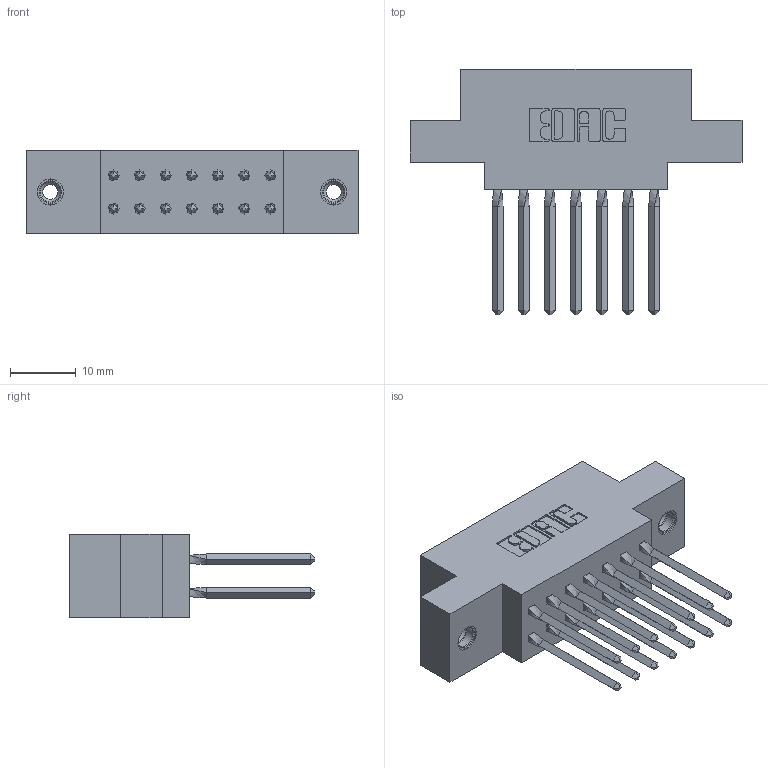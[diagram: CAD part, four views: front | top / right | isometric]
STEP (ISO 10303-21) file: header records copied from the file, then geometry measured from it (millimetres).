
FILE_DESCRIPTION (( 'STEP AP203' ), '1' );
FILE_NAME ('317-014-540-808.STEP', '2020-02-27T14:44:22', ( '' ), ( '' ), 'SwSTEP 2.0', 'SolidWorks 2016', '' );
FILE_SCHEMA (( 'CONFIG_CONTROL_DESIGN' ));
Length unit declared in the file: inch
Products named in the file (4): 317-290-001_540; 317-014-540-808; 345-250-001_345-250-003-102; 317 Part_.156 Dia - TI
Assembly tree (17 placements, depth 2):
  317-014-540-808
    317 Part_.156 Dia - TI
    317-290-001_540  x14
    345-250-001_345-250-003-102  x2
Bounding box: 50.44 x 37.34 x 12.7 mm (x, y, z)
Volume: 7276.2 mm3; surface area: 9548.3 mm2
Topology: 17 solids, 17 shells, 1408 faces, 3869 edges, 2492 vertices
Faces by surface type: plane 1112, cylinder 224, bspline 56, cone 12, torus 4
Entity records: 16187 total; most frequent: CARTESIAN_POINT 3206, ORIENTED_EDGE 2698, DIRECTION 2297, EDGE_CURVE 1349, VECTOR 1073, LINE 1073, VERTEX_POINT 889, AXIS2_PLACEMENT_3D 612
